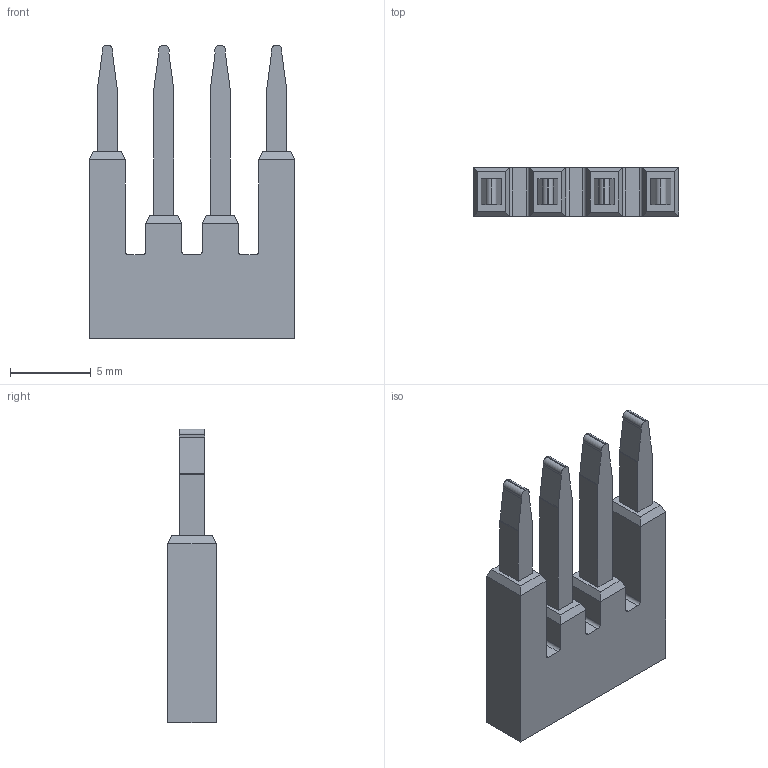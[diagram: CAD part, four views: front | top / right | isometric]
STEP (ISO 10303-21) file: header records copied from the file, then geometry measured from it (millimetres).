
FILE_DESCRIPTION( ( 'STEP AP214' ), '1' );
FILE_NAME( '¹s¥ó1.stp', '2023-01-06T01:30:23', ( ' ' ), ( ' ' ), 'XStep 1.0', ' ', ' ' );
FILE_SCHEMA( ( 'CONFIG_CONTROL_DESIGN) ( )' ) );
Length unit declared in the file: metre
Products named in the file (1): 3.5-02
Bounding box: 12.75 x 3 x 18.2 mm (x, y, z)
Volume: 378.1 mm3; surface area: 597.5 mm2
Topology: 1 solids, 1 shells, 92 faces, 242 edges, 156 vertices
Faces by surface type: plane 70, cylinder 22
Entity records: 3370 total; most frequent: CARTESIAN_POINT 491, ORIENTED_EDGE 484, DIRECTION 472, EDGE_CURVE 242, LINE 198, VECTOR 198, VERTEX_POINT 156, AXIS2_PLACEMENT_3D 137
